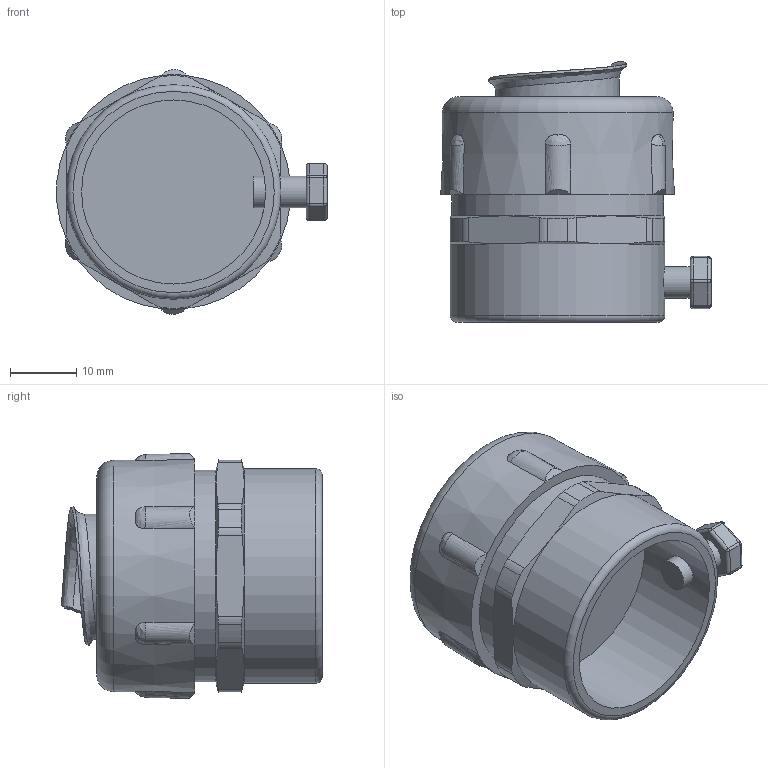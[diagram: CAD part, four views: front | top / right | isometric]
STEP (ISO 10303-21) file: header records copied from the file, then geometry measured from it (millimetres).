
FILE_DESCRIPTION(/* description */ (''),/* implementation_level */ '2;1');
FILE_NAME(/* name */ '',/* time_stamp */ '2025-06-04T16:16:41+07:00',/* author */ ('zeta-82'),/* organization */ (''),/* preprocessor_version */ 'ST-DEVELOPER v19.2',/* originating_system */ 'Autodesk Inventor 2024',/* authorisation */ '');
FILE_SCHEMA (('AUTOMOTIVE_DESIGN { 1 0 10303 214 3 1 1 }'));
Length unit declared in the file: millimetre
Products named in the file (1): МТ-20
Bounding box: 40.84 x 39.38 x 36.97 mm (x, y, z)
Volume: 20859.5 mm3; surface area: 10771.4 mm2
Topology: 8 solids, 9 shells, 203 faces, 485 edges, 302 vertices
Faces by surface type: cylinder 76, plane 47, bspline 38, cone 19, sphere 18, torus 5
Full cylindrical faces by diameter (mm): 4.8 x1, 5 x1, 17.9 x1, 18.7 x1, 26 x1, 27 x1, 27.8 x1, 30.6 x1, 31.4 x1, 32 x1, 32.4 x1
Entity records: 7965 total; most frequent: CARTESIAN_POINT 3151, ORIENTED_EDGE 972, DIRECTION 904, EDGE_CURVE 486, AXIS2_PLACEMENT_3D 358, VERTEX_POINT 307, EDGE_LOOP 214, STYLED_ITEM 208
